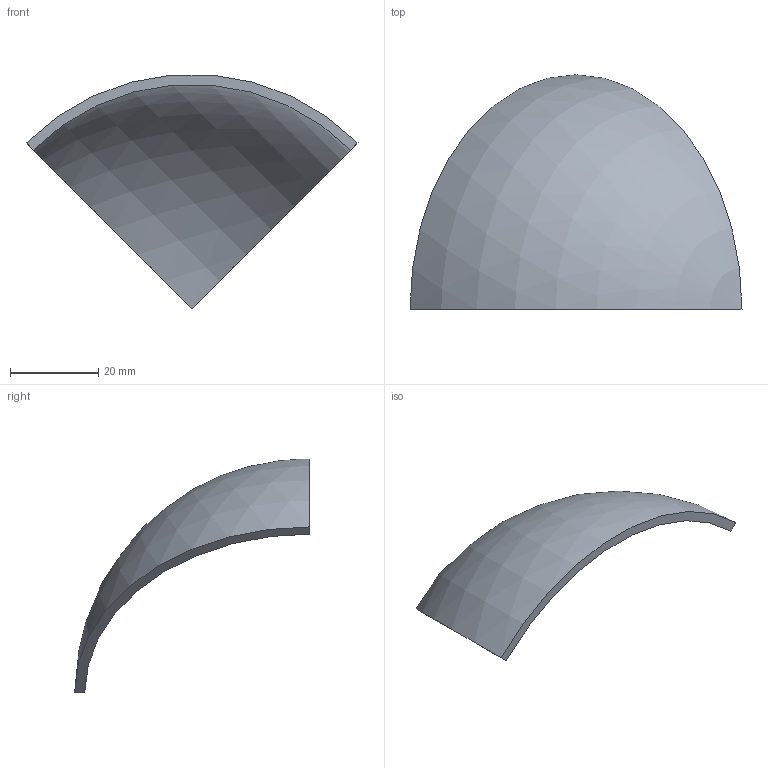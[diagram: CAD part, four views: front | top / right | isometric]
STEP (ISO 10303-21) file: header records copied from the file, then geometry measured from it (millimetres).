
FILE_DESCRIPTION (( 'STEP AP203' ), '1' );
FILE_NAME ('450506.STEP', '2024-01-21T18:11:47', ( '' ), ( '' ), 'SwSTEP 2.0', 'SolidWorks 2021', '' );
FILE_SCHEMA (( 'CONFIG_CONTROL_DESIGN' ));
Length unit declared in the file: inch
Products named in the file (1): 450506
Bounding box: 75.07 x 53.09 x 52.88 mm (x, y, z)
Volume: 9689.9 mm3; surface area: 9039.9 mm2
Topology: 1 solids, 1 shells, 5 faces, 11 edges, 6 vertices
Faces by surface type: plane 3, sphere 2
Entity records: 208 total; most frequent: DIRECTION 27, CARTESIAN_POINT 21, ORIENTED_EDGE 18, AXIS2_PLACEMENT_3D 12, EDGE_CURVE 9, PERSON_AND_ORGANIZATION 8, CIRCLE 6, VERTEX_POINT 6
